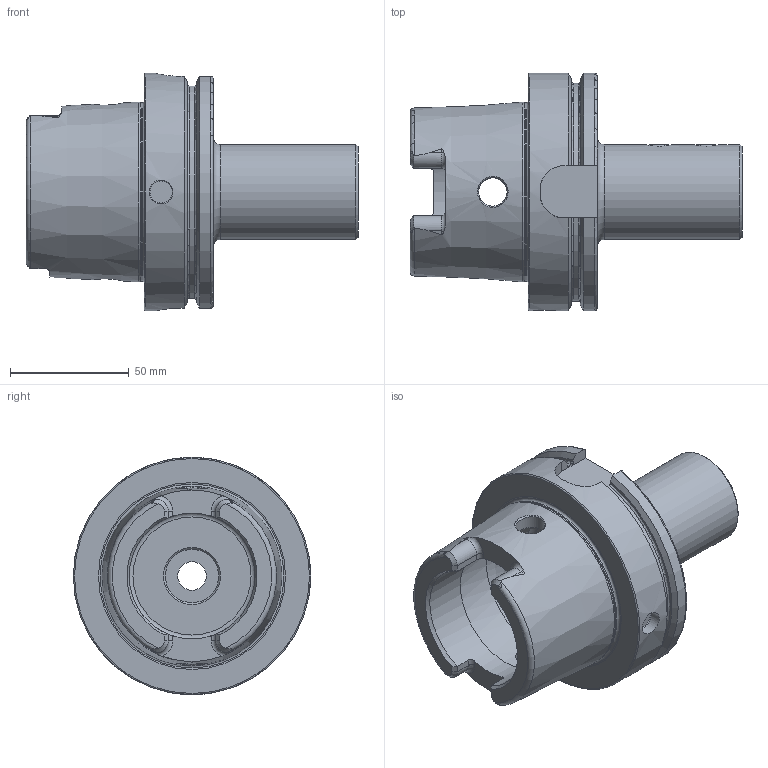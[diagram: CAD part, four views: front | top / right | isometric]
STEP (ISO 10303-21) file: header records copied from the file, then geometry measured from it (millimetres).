
FILE_DESCRIPTION (( 'STEP AP214' ), '1' );
FILE_NAME ('HA0.K20.K01.090.STEP', '2020-11-23T11:30:37', ( '' ), ( '' ), 'SwSTEP 2.0', 'SolidWorks 2017', '' );
FILE_SCHEMA (( 'AUTOMOTIVE_DESIGN' ));
Length unit declared in the file: millimetre
Products named in the file (4): K20-ER2.010.014_PreviewCfg; HA0.K20.K01.090; K20-ER1.010.012_PreviewCfg; HA0-K20.K01.090_A_Fertigbearbeitung
Assembly tree (3 placements, depth 2):
  HA0.K20.K01.090
    HA0-K20.K01.090_A_Fertigbearbeitung
    K20-ER1.010.012_PreviewCfg
    K20-ER2.010.014_PreviewCfg
Bounding box: 139.9 x 100 x 100 mm (x, y, z)
Volume: 312552 mm3; surface area: 61994.1 mm2
Topology: 3 solids, 3 shells, 167 faces, 418 edges, 261 vertices
Faces by surface type: plane 69, cylinder 40, cone 30, torus 26, bspline 2
Full cylindrical faces by diameter (mm): 5 x2, 9 x2, 10 x3, 12 x3, 20 x1, 20.6 x1, 22.5 x1, 26 x1, 40 x1, 53 x2, 63 x1, 75.265 x1, 100 x1
Entity records: 7597 total; most frequent: CARTESIAN_POINT 2846, DIRECTION 729, ORIENTED_EDGE 700, EDGE_CURVE 350, AXIS2_PLACEMENT_3D 303, VERTEX_POINT 244, EDGE_LOOP 232, FACE_OUTER_BOUND 200
